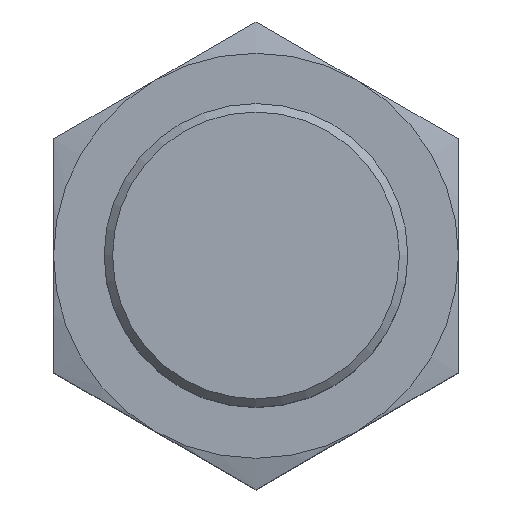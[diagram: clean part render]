
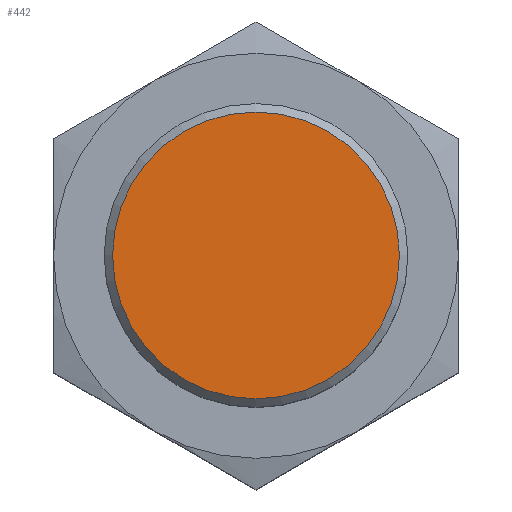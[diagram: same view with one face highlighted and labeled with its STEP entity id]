
A CAD part, top view. The second image highlights one B-rep face of the part: STEP entity #442.
In plain terms, the highlighted face is planar.
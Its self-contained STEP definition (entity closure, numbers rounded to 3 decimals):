
#93=ORIENTED_EDGE('',*,*,#207,.F.);
#207=EDGE_CURVE('',#264,#264,#303,.T.);
#264=VERTEX_POINT('',#709);
#303=CIRCLE('',#504,8.5);
#330=EDGE_LOOP('',(#93));
#380=FACE_BOUND('',#330,.T.);
#430=PLANE('',#503);
#442=ADVANCED_FACE('',(#380),#430,.F.);
#503=AXIS2_PLACEMENT_3D('',#707,#570,#571);
#504=AXIS2_PLACEMENT_3D('',#708,#572,#573);
#570=DIRECTION('',(1.,0.,0.));
#571=DIRECTION('',(0.,0.,-1.));
#572=DIRECTION('',(1.,0.,0.));
#573=DIRECTION('',(0.,0.,-1.));
#707=CARTESIAN_POINT('',(0.,0.,0.));
#708=CARTESIAN_POINT('',(0.,0.,0.));
#709=CARTESIAN_POINT('',(0.,0.,-8.5));
